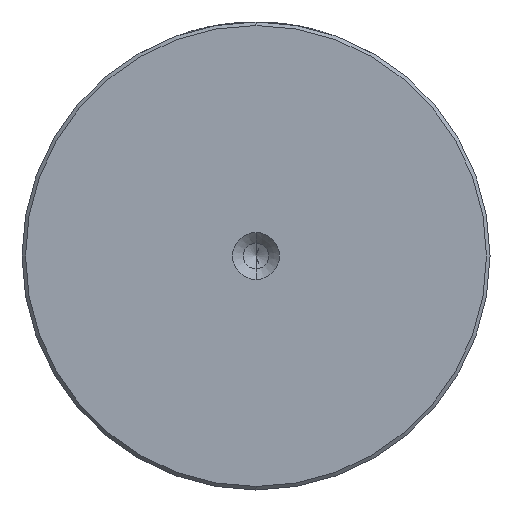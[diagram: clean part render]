
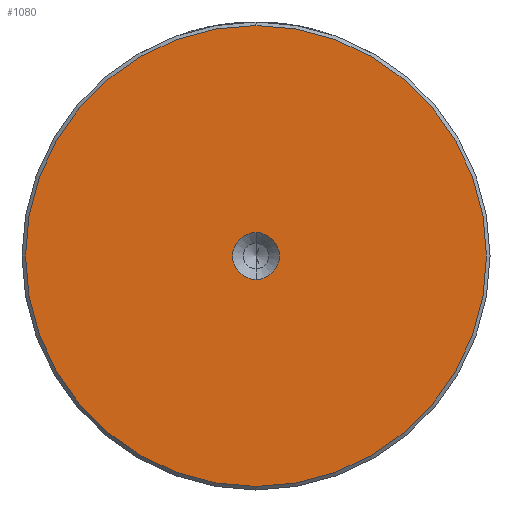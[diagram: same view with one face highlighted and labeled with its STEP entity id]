
A CAD part, left-side view. The second image highlights one B-rep face of the part: STEP entity #1080.
In plain terms, the highlighted planar face has unit normal (-1, 0, 0).
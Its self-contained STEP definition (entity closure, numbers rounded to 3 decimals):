
#52 = EDGE_CURVE ( 'NONE', #1425, #2543, #2296, .T. ) ;
#85 = ORIENTED_EDGE ( 'NONE', *, *, #1742, .F. ) ;
#154 = DIRECTION ( 'NONE',  ( 0., 0., 1. ) ) ;
#203 = CARTESIAN_POINT ( 'NONE',  ( 0., 0., -32.5 ) ) ;
#205 = DIRECTION ( 'NONE',  ( 0., 0., 1. ) ) ;
#553 = EDGE_CURVE ( 'NONE', #2717, #1003, #2880, .T. ) ;
#625 = CARTESIAN_POINT ( 'NONE',  ( 0., 0., 3.3 ) ) ;
#710 = AXIS2_PLACEMENT_3D ( 'NONE', #2009, #1571, #205 ) ;
#780 = CARTESIAN_POINT ( 'NONE',  ( 0., 0., 32.5 ) ) ;
#839 = DIRECTION ( 'NONE',  ( -1., 0., 0. ) ) ;
#876 = CIRCLE ( 'NONE', #2098, 3.3 ) ;
#941 = AXIS2_PLACEMENT_3D ( 'NONE', #2865, #1527, #154 ) ;
#950 = CARTESIAN_POINT ( 'NONE',  ( 0., 0., 0. ) ) ;
#1003 = VERTEX_POINT ( 'NONE', #625 ) ;
#1080 = ADVANCED_FACE ( 'NONE', ( #1609, #1088 ), #1358, .T. ) ;
#1088 = FACE_BOUND ( 'NONE', #1817, .T. ) ;
#1179 = DIRECTION ( 'NONE',  ( -1., 0., 0. ) ) ;
#1183 = DIRECTION ( 'NONE',  ( 0., 0., 1. ) ) ;
#1271 = CIRCLE ( 'NONE', #941, 32.5 ) ;
#1358 = PLANE ( 'NONE',  #710 ) ;
#1373 = ORIENTED_EDGE ( 'NONE', *, *, #553, .F. ) ;
#1425 = VERTEX_POINT ( 'NONE', #203 ) ;
#1527 = DIRECTION ( 'NONE',  ( -1., 0., 0. ) ) ;
#1571 = DIRECTION ( 'NONE',  ( -1., 0., 0. ) ) ;
#1609 = FACE_OUTER_BOUND ( 'NONE', #2461, .T. ) ;
#1742 = EDGE_CURVE ( 'NONE', #1003, #2717, #876, .T. ) ;
#1817 = EDGE_LOOP ( 'NONE', ( #85, #1373 ) ) ;
#1872 = ORIENTED_EDGE ( 'NONE', *, *, #52, .T. ) ;
#1965 = AXIS2_PLACEMENT_3D ( 'NONE', #2516, #1179, #2732 ) ;
#2009 = CARTESIAN_POINT ( 'NONE',  ( 0., 0., 0. ) ) ;
#2016 = EDGE_CURVE ( 'NONE', #2543, #1425, #1271, .T. ) ;
#2098 = AXIS2_PLACEMENT_3D ( 'NONE', #950, #2519, #1183 ) ;
#2176 = CARTESIAN_POINT ( 'NONE',  ( 0., 0., 0. ) ) ;
#2296 = CIRCLE ( 'NONE', #1965, 32.5 ) ;
#2404 = DIRECTION ( 'NONE',  ( 0., 0., 1. ) ) ;
#2461 = EDGE_LOOP ( 'NONE', ( #1872, #2854 ) ) ;
#2490 = AXIS2_PLACEMENT_3D ( 'NONE', #2176, #839, #2404 ) ;
#2516 = CARTESIAN_POINT ( 'NONE',  ( 0., 0., 0. ) ) ;
#2519 = DIRECTION ( 'NONE',  ( -1., 0., 0. ) ) ;
#2543 = VERTEX_POINT ( 'NONE', #780 ) ;
#2639 = CARTESIAN_POINT ( 'NONE',  ( 0., 0., -3.3 ) ) ;
#2717 = VERTEX_POINT ( 'NONE', #2639 ) ;
#2732 = DIRECTION ( 'NONE',  ( 0., 0., 1. ) ) ;
#2854 = ORIENTED_EDGE ( 'NONE', *, *, #2016, .T. ) ;
#2865 = CARTESIAN_POINT ( 'NONE',  ( 0., 0., 0. ) ) ;
#2880 = CIRCLE ( 'NONE', #2490, 3.3 ) ;
